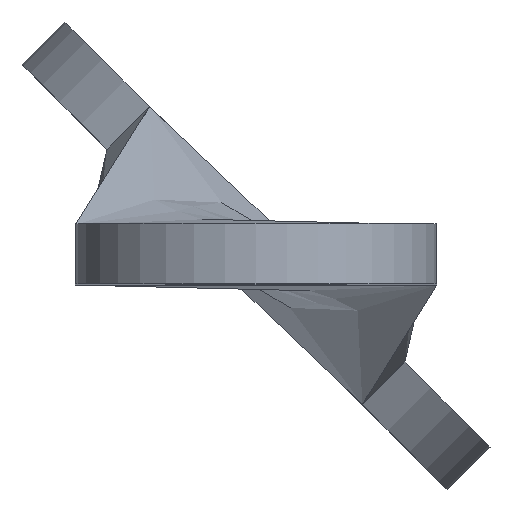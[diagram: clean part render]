
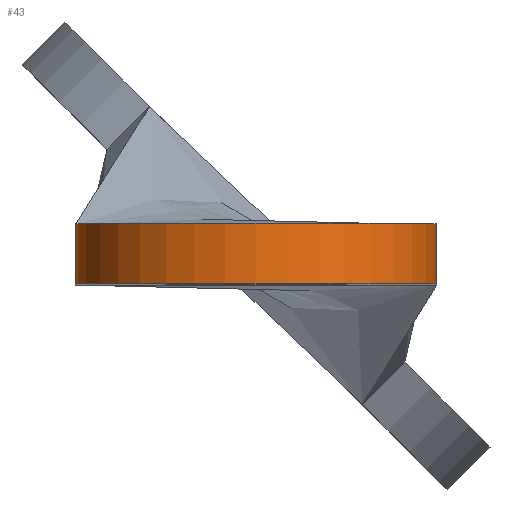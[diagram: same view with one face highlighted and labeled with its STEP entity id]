
A CAD part, top view. The second image highlights one B-rep face of the part: STEP entity #43.
In plain terms, the highlighted cylindrical face has radius 1.5 mm (diameter 3 mm), a partial arc.
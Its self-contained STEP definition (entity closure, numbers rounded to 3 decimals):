
#43 = ADVANCED_FACE('',(#44),#58,.T.);
#44 = FACE_BOUND('',#45,.F.);
#45 = EDGE_LOOP('',(#46,#80,#112,#139));
#46 = ORIENTED_EDGE('',*,*,#47,.T.);
#47 = EDGE_CURVE('',#48,#50,#52,.T.);
#48 = VERTEX_POINT('',#49);
#49 = CARTESIAN_POINT('',(1.5,0.25,10.5));
#50 = VERTEX_POINT('',#51);
#51 = CARTESIAN_POINT('',(1.5,-0.25,10.5));
#52 = SURFACE_CURVE('',#53,(#57,#68),.PCURVE_S1.);
#53 = LINE('',#54,#55);
#54 = CARTESIAN_POINT('',(1.5,0.25,10.5));
#55 = VECTOR('',#56,1.);
#56 = DIRECTION('',(0.,-1.,0.));
#57 = PCURVE('',#58,#63);
#58 = CYLINDRICAL_SURFACE('',#59,1.5);
#59 = AXIS2_PLACEMENT_3D('',#60,#61,#62);
#60 = CARTESIAN_POINT('',(0.,0.25,10.5));
#61 = DIRECTION('',(0.,1.,0.));
#62 = DIRECTION('',(1.,0.,0.));
#63 = DEFINITIONAL_REPRESENTATION('',(#64),#67);
#64 = B_SPLINE_CURVE_WITH_KNOTS('',1,(#65,#66),.UNSPECIFIED.,.F.,.F.,(2,
    2),(0.,0.5),.PIECEWISE_BEZIER_KNOTS.);
#65 = CARTESIAN_POINT('',(0.,0.));
#66 = CARTESIAN_POINT('',(0.,-0.5));
#67 = ( GEOMETRIC_REPRESENTATION_CONTEXT(2) 
PARAMETRIC_REPRESENTATION_CONTEXT() REPRESENTATION_CONTEXT('2D SPACE',''
  ) );
#68 = PCURVE('',#69,#74);
#69 = PLANE('',#70);
#70 = AXIS2_PLACEMENT_3D('',#71,#72,#73);
#71 = CARTESIAN_POINT('',(1.5,0.25,10.5));
#72 = DIRECTION('',(1.,0.,0.));
#73 = DIRECTION('',(0.,0.,-1.));
#74 = DEFINITIONAL_REPRESENTATION('',(#75),#79);
#75 = LINE('',#76,#77);
#76 = CARTESIAN_POINT('',(0.,0.));
#77 = VECTOR('',#78,1.);
#78 = DIRECTION('',(0.,-1.));
#79 = ( GEOMETRIC_REPRESENTATION_CONTEXT(2) 
PARAMETRIC_REPRESENTATION_CONTEXT() REPRESENTATION_CONTEXT('2D SPACE',''
  ) );
#80 = ORIENTED_EDGE('',*,*,#81,.T.);
#81 = EDGE_CURVE('',#50,#82,#84,.T.);
#82 = VERTEX_POINT('',#83);
#83 = CARTESIAN_POINT('',(-1.5,-0.25,10.5));
#84 = SURFACE_CURVE('',#85,(#90,#96),.PCURVE_S1.);
#85 = CIRCLE('',#86,1.5);
#86 = AXIS2_PLACEMENT_3D('',#87,#88,#89);
#87 = CARTESIAN_POINT('',(0.,-0.25,10.5));
#88 = DIRECTION('',(0.,-1.,0.));
#89 = DIRECTION('',(1.,0.,0.));
#90 = PCURVE('',#58,#91);
#91 = DEFINITIONAL_REPRESENTATION('',(#92),#95);
#92 = B_SPLINE_CURVE_WITH_KNOTS('',1,(#93,#94),.UNSPECIFIED.,.F.,.F.,(2,
    2),(0.,3.142),.PIECEWISE_BEZIER_KNOTS.);
#93 = CARTESIAN_POINT('',(0.,-0.5));
#94 = CARTESIAN_POINT('',(-3.142,-0.5));
#95 = ( GEOMETRIC_REPRESENTATION_CONTEXT(2) 
PARAMETRIC_REPRESENTATION_CONTEXT() REPRESENTATION_CONTEXT('2D SPACE',''
  ) );
#96 = PCURVE('',#97,#102);
#97 = PLANE('',#98);
#98 = AXIS2_PLACEMENT_3D('',#99,#100,#101);
#99 = CARTESIAN_POINT('',(0.,-0.25,8.484));
#100 = DIRECTION('',(0.,1.,0.));
#101 = DIRECTION('',(0.,0.,1.));
#102 = DEFINITIONAL_REPRESENTATION('',(#103),#111);
#103 = ( BOUNDED_CURVE() B_SPLINE_CURVE(2,(#104,#105,#106,#107,#108,#109
,#110),.UNSPECIFIED.,.T.,.F.) B_SPLINE_CURVE_WITH_KNOTS((1,2,2,2,2,1),(
    -2.094,0.,2.094,4.189,6.283,
8.378),.UNSPECIFIED.) CURVE() GEOMETRIC_REPRESENTATION_ITEM() 
RATIONAL_B_SPLINE_CURVE((1.,0.5,1.,0.5,1.,0.5,1.)) REPRESENTATION_ITEM(
  '') );
#104 = CARTESIAN_POINT('',(2.016,1.5));
#105 = CARTESIAN_POINT('',(4.615,1.5));
#106 = CARTESIAN_POINT('',(3.316,-0.75));
#107 = CARTESIAN_POINT('',(2.016,-3.));
#108 = CARTESIAN_POINT('',(0.717,-0.75));
#109 = CARTESIAN_POINT('',(-0.582,1.5));
#110 = CARTESIAN_POINT('',(2.016,1.5));
#111 = ( GEOMETRIC_REPRESENTATION_CONTEXT(2) 
PARAMETRIC_REPRESENTATION_CONTEXT() REPRESENTATION_CONTEXT('2D SPACE',''
  ) );
#112 = ORIENTED_EDGE('',*,*,#113,.F.);
#113 = EDGE_CURVE('',#114,#82,#116,.T.);
#114 = VERTEX_POINT('',#115);
#115 = CARTESIAN_POINT('',(-1.5,0.25,10.5));
#116 = SURFACE_CURVE('',#117,(#121,#127),.PCURVE_S1.);
#117 = LINE('',#118,#119);
#118 = CARTESIAN_POINT('',(-1.5,0.25,10.5));
#119 = VECTOR('',#120,1.);
#120 = DIRECTION('',(0.,-1.,0.));
#121 = PCURVE('',#58,#122);
#122 = DEFINITIONAL_REPRESENTATION('',(#123),#126);
#123 = B_SPLINE_CURVE_WITH_KNOTS('',1,(#124,#125),.UNSPECIFIED.,.F.,.F.,
  (2,2),(0.,0.5),.PIECEWISE_BEZIER_KNOTS.);
#124 = CARTESIAN_POINT('',(-3.142,0.));
#125 = CARTESIAN_POINT('',(-3.142,-0.5));
#126 = ( GEOMETRIC_REPRESENTATION_CONTEXT(2) 
PARAMETRIC_REPRESENTATION_CONTEXT() REPRESENTATION_CONTEXT('2D SPACE',''
  ) );
#127 = PCURVE('',#128,#133);
#128 = PLANE('',#129);
#129 = AXIS2_PLACEMENT_3D('',#130,#131,#132);
#130 = CARTESIAN_POINT('',(-1.5,0.25,10.5));
#131 = DIRECTION('',(1.,0.,0.));
#132 = DIRECTION('',(0.,0.,-1.));
#133 = DEFINITIONAL_REPRESENTATION('',(#134),#138);
#134 = LINE('',#135,#136);
#135 = CARTESIAN_POINT('',(0.,0.));
#136 = VECTOR('',#137,1.);
#137 = DIRECTION('',(0.,-1.));
#138 = ( GEOMETRIC_REPRESENTATION_CONTEXT(2) 
PARAMETRIC_REPRESENTATION_CONTEXT() REPRESENTATION_CONTEXT('2D SPACE',''
  ) );
#139 = ORIENTED_EDGE('',*,*,#140,.F.);
#140 = EDGE_CURVE('',#48,#114,#141,.T.);
#141 = SURFACE_CURVE('',#142,(#147,#153),.PCURVE_S1.);
#142 = CIRCLE('',#143,1.5);
#143 = AXIS2_PLACEMENT_3D('',#144,#145,#146);
#144 = CARTESIAN_POINT('',(0.,0.25,10.5));
#145 = DIRECTION('',(0.,-1.,0.));
#146 = DIRECTION('',(1.,0.,0.));
#147 = PCURVE('',#58,#148);
#148 = DEFINITIONAL_REPRESENTATION('',(#149),#152);
#149 = B_SPLINE_CURVE_WITH_KNOTS('',1,(#150,#151),.UNSPECIFIED.,.F.,.F.,
  (2,2),(0.,3.142),.PIECEWISE_BEZIER_KNOTS.);
#150 = CARTESIAN_POINT('',(0.,0.));
#151 = CARTESIAN_POINT('',(-3.142,0.));
#152 = ( GEOMETRIC_REPRESENTATION_CONTEXT(2) 
PARAMETRIC_REPRESENTATION_CONTEXT() REPRESENTATION_CONTEXT('2D SPACE',''
  ) );
#153 = PCURVE('',#154,#159);
#154 = PLANE('',#155);
#155 = AXIS2_PLACEMENT_3D('',#156,#157,#158);
#156 = CARTESIAN_POINT('',(0.,0.25,8.484));
#157 = DIRECTION('',(0.,1.,0.));
#158 = DIRECTION('',(0.,0.,1.));
#159 = DEFINITIONAL_REPRESENTATION('',(#160),#168);
#160 = ( BOUNDED_CURVE() B_SPLINE_CURVE(2,(#161,#162,#163,#164,#165,#166
,#167),.UNSPECIFIED.,.T.,.F.) B_SPLINE_CURVE_WITH_KNOTS((1,2,2,2,2,1),(
    -2.094,0.,2.094,4.189,6.283,
8.378),.UNSPECIFIED.) CURVE() GEOMETRIC_REPRESENTATION_ITEM() 
RATIONAL_B_SPLINE_CURVE((1.,0.5,1.,0.5,1.,0.5,1.)) REPRESENTATION_ITEM(
  '') );
#161 = CARTESIAN_POINT('',(2.016,1.5));
#162 = CARTESIAN_POINT('',(4.615,1.5));
#163 = CARTESIAN_POINT('',(3.316,-0.75));
#164 = CARTESIAN_POINT('',(2.016,-3.));
#165 = CARTESIAN_POINT('',(0.717,-0.75));
#166 = CARTESIAN_POINT('',(-0.582,1.5));
#167 = CARTESIAN_POINT('',(2.016,1.5));
#168 = ( GEOMETRIC_REPRESENTATION_CONTEXT(2) 
PARAMETRIC_REPRESENTATION_CONTEXT() REPRESENTATION_CONTEXT('2D SPACE',''
  ) );
